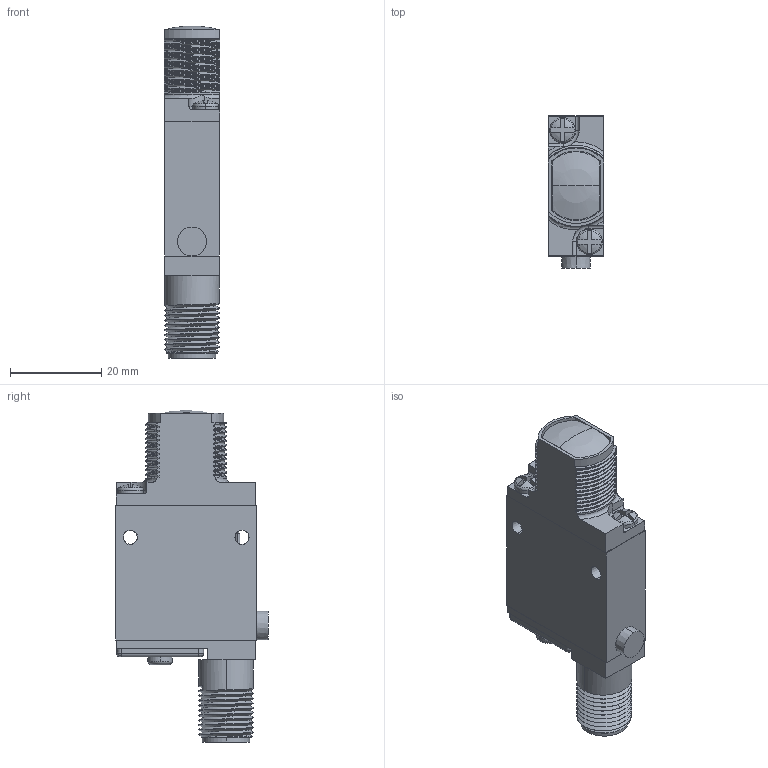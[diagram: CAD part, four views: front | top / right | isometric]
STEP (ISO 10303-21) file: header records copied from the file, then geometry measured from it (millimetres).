
FILE_DESCRIPTION((''),'2;1');
FILE_NAME('154462_SM01_ASM','2025-09-12T12:53:51',('banengservice'),('BANNER ENGINEERING'),'CREO PARAMETRIC BY PTC INC, 2022414','CREO PARAMETRIC BY PTC INC, 2022414','');
FILE_SCHEMA(('CONFIG_CONTROL_DESIGN'));
Length unit declared in the file: millimetre
Products named in the file (2): 154462_EP01; 154462_SM01_ASM
Assembly tree (1 placements, depth 2):
  154462_SM01_ASM
    154462_EP01
Bounding box: 12.09 x 33.32 x 72.7 mm (x, y, z)
Volume: 18247.7 mm3; surface area: 6939.3 mm2
Topology: 1 solids, 1 shells, 320 faces, 876 edges, 566 vertices
Faces by surface type: bspline 101, cylinder 94, plane 88, cone 15, torus 12, sphere 10
Entity records: 19998 total; most frequent: CARTESIAN_POINT 12564, ORIENTED_EDGE 1748, DIRECTION 1217, EDGE_CURVE 874, VERTEX_POINT 566, AXIS2_PLACEMENT_3D 429, VECTOR 359, LINE 359
